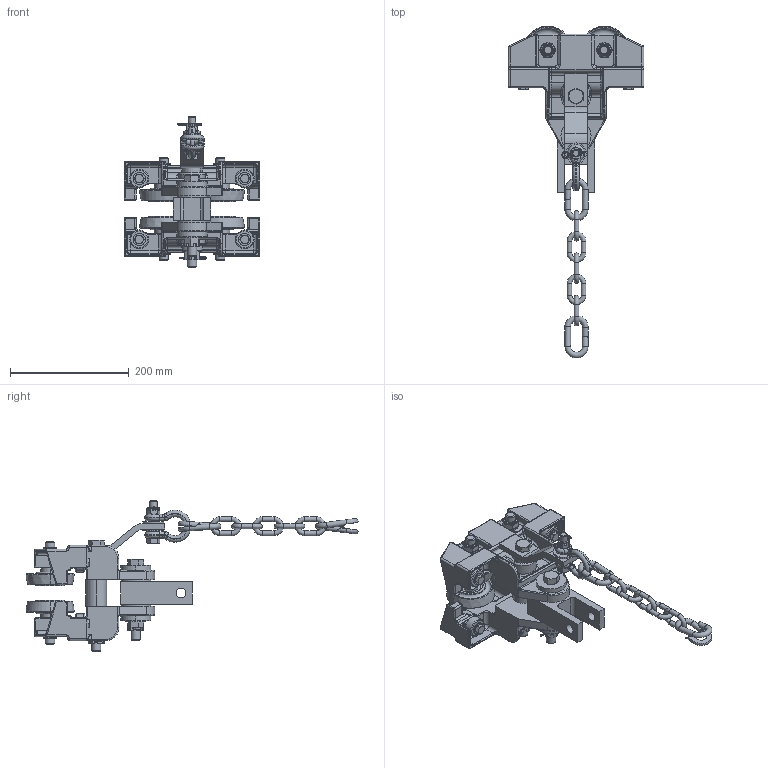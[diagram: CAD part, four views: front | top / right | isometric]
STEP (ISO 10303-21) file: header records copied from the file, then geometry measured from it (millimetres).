
FILE_DESCRIPTION((''),'2;1');
FILE_NAME('10348 UT-1000-YBC-266 TROLLEY.stp','2011-03-30T16:02:38',('jholman'),(''),'Autodesk Inventor 2011','Autodesk Inventor 2011','');
FILE_SCHEMA(('AUTOMOTIVE_DESIGN { 1 0 10303 214 1 1 1 1 }'));
Length unit declared in the file: inch
Products named in the file (40): 10348; 3D1176B4D; 3D1118B4B; 3D1160C4C; 3D1120C4C; 3D1130C4A; 3D1128B4B; 3D1140C4A; 3D1150C4A; 3D11TZB4A; 3D1108B4B; Type A - Plain Washer (Inch) 5/8 - narrow - Type A; 3D1124B4A; 3D11X2B4A; Hex Bolt - UNC (Regular Thread - Inch) 5/8-11 UNC - 5; 3D11A0C4C; 3D11C0C4B; 3D11NCB4B; 3D1190C4A; 3D11B0C4A; 3D11KCB4A; 3D11LCB4A; 3D11O3B4A; 3D11Y2B4A; 3D1180C4A; Hex Bolt - UNC (Regular Thread - Inch) 1/2-13 UNC - 2.5; Hex Cap Screw - UNC (Regular Thread - Inch) 5/8-11 UNC - 7; 3D11DRD4B; 3D11X6B4A; 3D1153B4A; Hex Bolt - UNC (Regular Thread - Inch) 3/8-16 UNC - 2.25; Hex Nut - UNC (Regular Thread - Inch) 3/8 - 16; 3D11CHB4C; 3D1177B4C; 3D11A6B4A; 3D11W6B4B; 3D11K7B4B; 3D11Q6B4B; 3D1134G4A; 3D1144G4A
Assembly tree (65 placements, depth 3):
  10348
    3D1176B4D  x2
    3D1118B4B
    3D1160C4C
      3D1120C4C
      3D1130C4A
      3D1128B4B
      3D1140C4A
      3D1150C4A
    3D11TZB4A  x2
    3D1108B4B  x2
    Type A - Plain Washer (Inch) 5/8 - narrow - Type A  x2
    3D1124B4A  x2
    3D11X2B4A  x2
    Hex Bolt - UNC (Regular Thread - Inch) 5/8-11 UNC - 5
    3D11A0C4C
      3D11C0C4B
      3D11NCB4B
      3D1190C4A
      3D11B0C4A  x5
      3D11KCB4A
      3D11LCB4A
      3D11O3B4A
      3D11Y2B4A
      3D1180C4A
      Hex Bolt - UNC (Regular Thread - Inch) 1/2-13 UNC - 2.5
      Hex Cap Screw - UNC (Regular Thread - Inch) 5/8-11 UNC - 7
    3D11DRD4B  x4
      3D11X6B4A
      3D1153B4A
      Hex Bolt - UNC (Regular Thread - Inch) 3/8-16 UNC - 2.25
    Hex Nut - UNC (Regular Thread - Inch) 3/8 - 16  x4
    3D11CHB4C  x4
      3D1177B4C
      3D11A6B4A
      3D11W6B4B
      3D11K7B4B
      3D11Q6B4B
    3D1134G4A  x4
    3D1144G4A  x4
Bounding box: 228.6 x 559.6 x 254.6 mm (x, y, z)
Volume: 2115881 mm3; surface area: 569757.1 mm2
Topology: 82 solids, 82 shells, 3085 faces, 7131 edges, 4085 vertices
Faces by surface type: cylinder 967, bspline 640, plane 631, torus 422, cone 239, sphere 186
Full cylindrical faces by diameter (mm): 3.969 x2, 7.798 x4, 7.938 x10, 9.525 x12, 9.855 x4, 10.592 x1, 12.7 x2, 13.081 x1, 13.386 x4, 13.494 x2, 14.288 x4, 14.351 x4, 15.862 x4, 15.875 x5, 16.272 x10, 16.307 x1, 16.612 x4, 16.662 x2, 16.669 x1, 16.98 x4, 17.374 x4, 19.05 x3, 21.431 x1, 22.225 x1, 23.114 x4, 25.4 x5, 28.575 x1, 28.972 x1, 33.325 x2, 34.925 x2
Entity records: 47532 total; most frequent: CARTESIAN_POINT 14784, DIRECTION 6960, ORIENTED_EDGE 6308, EDGE_CURVE 3154, AXIS2_PLACEMENT_3D 2975, VERTEX_POINT 1884, CIRCLE 1618, EDGE_LOOP 1602
